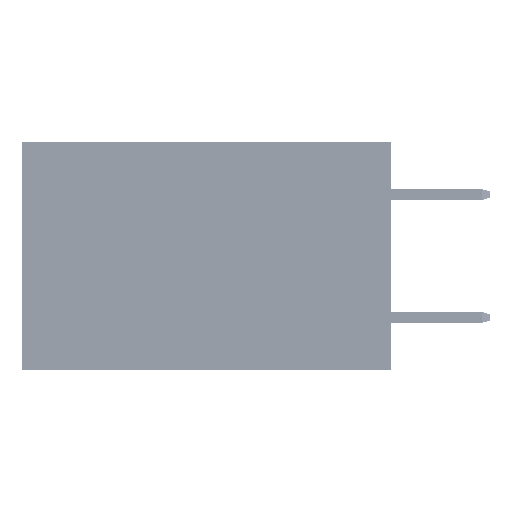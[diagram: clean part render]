
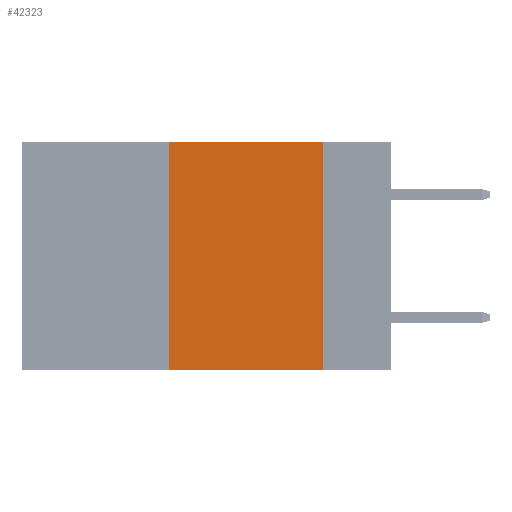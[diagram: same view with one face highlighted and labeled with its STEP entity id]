
A CAD part, left-side view. The second image highlights one B-rep face of the part: STEP entity #42323.
In plain terms, the highlighted planar face has unit normal (-1, 0, 0).
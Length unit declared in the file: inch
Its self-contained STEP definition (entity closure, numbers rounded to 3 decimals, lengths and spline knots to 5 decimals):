
#759 = CARTESIAN_POINT ( 'NONE',  ( 0., 0.11, 0. ) ) ;
#1217 = FACE_OUTER_BOUND ( 'NONE', #8302, .T. ) ;
#2933 = VECTOR ( 'NONE', #30287, 39.37008 ) ;
#6572 = VERTEX_POINT ( 'NONE', #13455 ) ;
#7436 = CARTESIAN_POINT ( 'NONE',  ( 0., 0.36, -0.37 ) ) ;
#8302 = EDGE_LOOP ( 'NONE', ( #38793, #24507, #36891, #44183 ) ) ;
#8537 = CARTESIAN_POINT ( 'NONE',  ( 0., 0.36, 0. ) ) ;
#12354 = CARTESIAN_POINT ( 'NONE',  ( 0., 0.11, -0.37 ) ) ;
#12359 = EDGE_CURVE ( 'NONE', #23709, #15582, #48204, .T. ) ;
#13455 = CARTESIAN_POINT ( 'NONE',  ( 0., 0.36, 0. ) ) ;
#15582 = VERTEX_POINT ( 'NONE', #12354 ) ;
#15915 = DIRECTION ( 'NONE',  ( 0., 0., -1. ) ) ;
#16407 = PLANE ( 'NONE',  #42551 ) ;
#16895 = CARTESIAN_POINT ( 'NONE',  ( 0., 0.6, 0. ) ) ;
#18821 = LINE ( 'NONE', #39172, #2933 ) ;
#19517 = EDGE_CURVE ( 'NONE', #46042, #15582, #43830, .T. ) ;
#23709 = VERTEX_POINT ( 'NONE', #759 ) ;
#24507 = ORIENTED_EDGE ( 'NONE', *, *, #44612, .F. ) ;
#30050 = VECTOR ( 'NONE', #34710, 39.37008 ) ;
#30287 = DIRECTION ( 'NONE',  ( 0., -1., 0. ) ) ;
#31916 = DIRECTION ( 'NONE',  ( 0., -1., 0. ) ) ;
#33024 = DIRECTION ( 'NONE',  ( 0., 0., -1. ) ) ;
#34710 = DIRECTION ( 'NONE',  ( 0., 0., 1. ) ) ;
#36891 = ORIENTED_EDGE ( 'NONE', *, *, #48579, .F. ) ;
#37808 = VECTOR ( 'NONE', #31916, 39.37008 ) ;
#38793 = ORIENTED_EDGE ( 'NONE', *, *, #12359, .F. ) ;
#39172 = CARTESIAN_POINT ( 'NONE',  ( 0., 0.6, 0. ) ) ;
#40480 = CARTESIAN_POINT ( 'NONE',  ( 0., 0.11, 0. ) ) ;
#42323 = ADVANCED_FACE ( 'NONE', ( #1217 ), #16407, .F. ) ;
#42551 = AXIS2_PLACEMENT_3D ( 'NONE', #16895, #47293, #15915 ) ;
#43830 = LINE ( 'NONE', #47818, #37808 ) ;
#44183 = ORIENTED_EDGE ( 'NONE', *, *, #19517, .T. ) ;
#44612 = EDGE_CURVE ( 'NONE', #6572, #23709, #18821, .T. ) ;
#46042 = VERTEX_POINT ( 'NONE', #7436 ) ;
#46145 = LINE ( 'NONE', #8537, #30050 ) ;
#46934 = VECTOR ( 'NONE', #33024, 39.37008 ) ;
#47293 = DIRECTION ( 'NONE',  ( 1., 0., 0. ) ) ;
#47818 = CARTESIAN_POINT ( 'NONE',  ( 0., 0.6, -0.37 ) ) ;
#48204 = LINE ( 'NONE', #40480, #46934 ) ;
#48579 = EDGE_CURVE ( 'NONE', #46042, #6572, #46145, .T. ) ;
